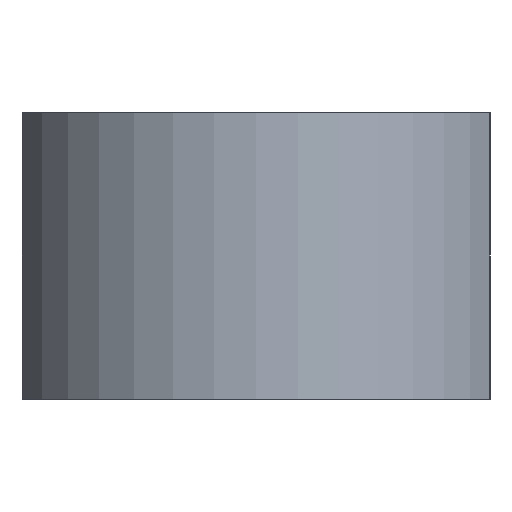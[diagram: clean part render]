
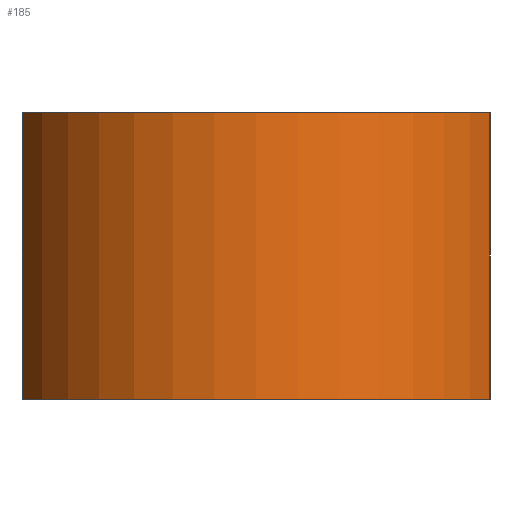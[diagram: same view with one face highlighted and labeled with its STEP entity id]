
A CAD part, left-side view. The second image highlights one B-rep face of the part: STEP entity #185.
In plain terms, the highlighted cylindrical face has radius 53 mm (diameter 106 mm), a partial arc.
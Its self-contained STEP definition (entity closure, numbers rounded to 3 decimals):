
#1=CARTESIAN_POINT('',(19.869,0.,-30.));
#2=DIRECTION('',(0.,0.,1.));
#3=DIRECTION('',(-0.39,0.921,0.));
#4=AXIS2_PLACEMENT_3D('',#1,#2,#3);
#41=DIRECTION('',(0.,0.,1.));
#42=VECTOR('',#41,60.);
#43=CARTESIAN_POINT('',(-0.779,48.812,-30.));
#44=LINE('',#43,#42);
#53=DIRECTION('',(0.,0.,1.));
#54=VECTOR('',#53,60.);
#55=CARTESIAN_POINT('',(-0.779,-48.812,-30.));
#56=LINE('',#55,#54);
#57=CARTESIAN_POINT('',(19.869,0.,30.));
#58=DIRECTION('',(0.,0.,1.));
#59=DIRECTION('',(-0.39,0.921,0.));
#60=AXIS2_PLACEMENT_3D('',#57,#58,#59);
#113=CARTESIAN_POINT('',(-0.779,48.812,-30.));
#114=CARTESIAN_POINT('',(-0.779,-48.812,-30.));
#115=VERTEX_POINT('',#113);
#116=VERTEX_POINT('',#114);
#121=CARTESIAN_POINT('',(-0.779,48.812,30.));
#122=CARTESIAN_POINT('',(-0.779,-48.812,30.));
#123=VERTEX_POINT('',#121);
#124=VERTEX_POINT('',#122);
#171=CARTESIAN_POINT('',(19.869,0.,-30.));
#172=DIRECTION('',(0.,0.,1.));
#173=DIRECTION('',(1.,0.,0.));
#174=AXIS2_PLACEMENT_3D('',#171,#172,#173);
#175=CYLINDRICAL_SURFACE('',#174,53.);
#176=ORIENTED_EDGE('',*,*,#150,.F.);
#178=ORIENTED_EDGE('',*,*,#177,.T.);
#180=ORIENTED_EDGE('',*,*,#179,.T.);
#182=ORIENTED_EDGE('',*,*,#181,.F.);
#183=EDGE_LOOP('',(#176,#178,#180,#182));
#184=FACE_OUTER_BOUND('',#183,.F.);
#185=ADVANCED_FACE('',(#184),#175,.T.);
#5=CIRCLE('',#4,53.);
#61=CIRCLE('',#60,53.);
#150=EDGE_CURVE('',#115,#116,#5,.T.);
#177=EDGE_CURVE('',#115,#123,#44,.T.);
#179=EDGE_CURVE('',#123,#124,#61,.T.);
#181=EDGE_CURVE('',#116,#124,#56,.T.);
